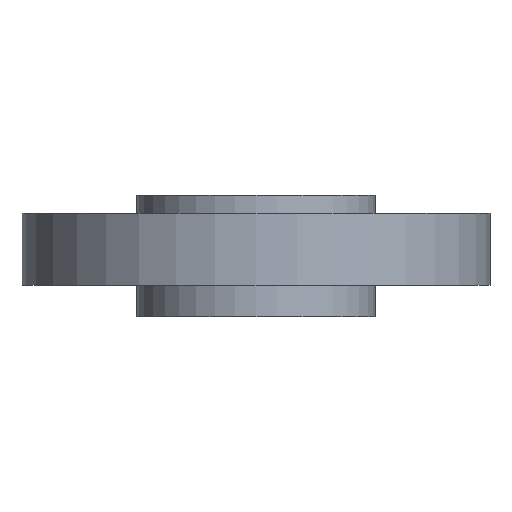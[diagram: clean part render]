
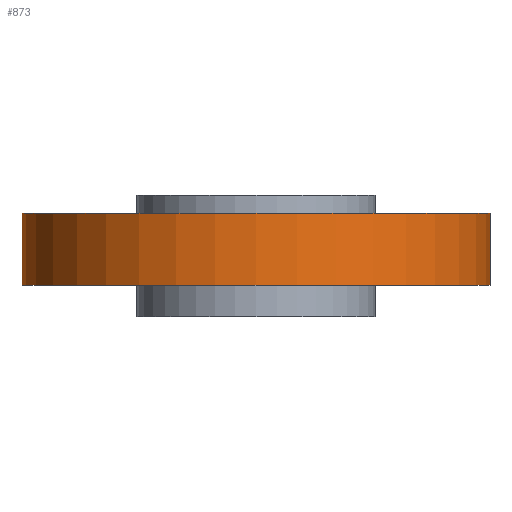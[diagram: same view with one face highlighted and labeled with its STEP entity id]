
A CAD part, front view. The second image highlights one B-rep face of the part: STEP entity #873.
In plain terms, the highlighted cylindrical face has radius 82.55 mm (diameter 165.1 mm), a partial arc.
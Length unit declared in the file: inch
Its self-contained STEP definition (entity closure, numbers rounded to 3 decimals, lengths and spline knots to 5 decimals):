
#2 = DIRECTION ( 'NONE',  ( 0., 0., 1. ) ) ;
#74 = VERTEX_POINT ( 'NONE', #136 ) ;
#87 = VECTOR ( 'NONE', #2, 39.37008 ) ;
#99 = ORIENTED_EDGE ( 'NONE', *, *, #1078, .F. ) ;
#106 = DIRECTION ( 'NONE',  ( 0., 0., 1. ) ) ;
#119 = CARTESIAN_POINT ( 'NONE',  ( 3.25, 0., -0.25 ) ) ;
#136 = CARTESIAN_POINT ( 'NONE',  ( 3.25, 0., -1.25 ) ) ;
#172 = CARTESIAN_POINT ( 'NONE',  ( 0., 0., -10.44239 ) ) ;
#264 = DIRECTION ( 'NONE',  ( 1., 0., 0. ) ) ;
#269 = CARTESIAN_POINT ( 'NONE',  ( 0., 0., -0.25 ) ) ;
#272 = CARTESIAN_POINT ( 'NONE',  ( 3.25, 0., -10.44239 ) ) ;
#287 = EDGE_CURVE ( 'NONE', #74, #587, #593, .T. ) ;
#296 = CIRCLE ( 'NONE', #751, 3.25 ) ;
#302 = CARTESIAN_POINT ( 'NONE',  ( 0., 0., -1.25 ) ) ;
#332 = AXIS2_PLACEMENT_3D ( 'NONE', #302, #707, #623 ) ;
#372 = ORIENTED_EDGE ( 'NONE', *, *, #287, .T. ) ;
#406 = EDGE_LOOP ( 'NONE', ( #735, #677, #372, #99 ) ) ;
#427 = AXIS2_PLACEMENT_3D ( 'NONE', #172, #1019, #264 ) ;
#464 = CIRCLE ( 'NONE', #332, 3.25 ) ;
#587 = VERTEX_POINT ( 'NONE', #119 ) ;
#593 = LINE ( 'NONE', #272, #841 ) ;
#623 = DIRECTION ( 'NONE',  ( 1., 0., 0. ) ) ;
#677 = ORIENTED_EDGE ( 'NONE', *, *, #845, .F. ) ;
#707 = DIRECTION ( 'NONE',  ( 0., 0., -1. ) ) ;
#735 = ORIENTED_EDGE ( 'NONE', *, *, #908, .F. ) ;
#738 = CARTESIAN_POINT ( 'NONE',  ( -3.25, 0., -10.44239 ) ) ;
#745 = LINE ( 'NONE', #738, #87 ) ;
#751 = AXIS2_PLACEMENT_3D ( 'NONE', #269, #864, #935 ) ;
#836 = FACE_OUTER_BOUND ( 'NONE', #406, .T. ) ;
#841 = VECTOR ( 'NONE', #106, 39.37008 ) ;
#845 = EDGE_CURVE ( 'NONE', #74, #896, #464, .T. ) ;
#864 = DIRECTION ( 'NONE',  ( 0., 0., 1. ) ) ;
#873 = ADVANCED_FACE ( 'NONE', ( #836 ), #1004, .T. ) ;
#896 = VERTEX_POINT ( 'NONE', #912 ) ;
#908 = EDGE_CURVE ( 'NONE', #896, #1083, #745, .T. ) ;
#912 = CARTESIAN_POINT ( 'NONE',  ( -3.25, 0., -1.25 ) ) ;
#935 = DIRECTION ( 'NONE',  ( 1., 0., 0. ) ) ;
#1004 = CYLINDRICAL_SURFACE ( 'NONE', #427, 3.25 ) ;
#1019 = DIRECTION ( 'NONE',  ( 0., 0., 1. ) ) ;
#1044 = CARTESIAN_POINT ( 'NONE',  ( -3.25, 0., -0.25 ) ) ;
#1078 = EDGE_CURVE ( 'NONE', #1083, #587, #296, .T. ) ;
#1083 = VERTEX_POINT ( 'NONE', #1044 ) ;
